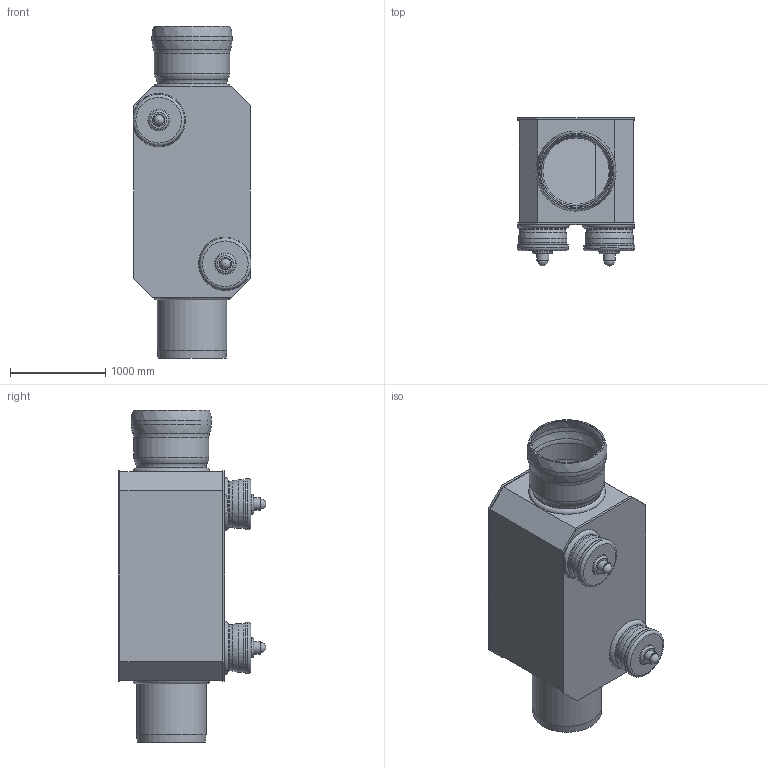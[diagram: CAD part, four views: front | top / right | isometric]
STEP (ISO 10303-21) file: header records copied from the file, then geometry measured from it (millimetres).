
FILE_DESCRIPTION(/* description */ (''),/* implementation_level */ '2;1');
FILE_NAME(/* name */ '04374.070X_3D.stp',/* time_stamp */ '2024-12-11T13:30:26+01:00',/* author */ ('CAD'),/* organization */ (''),/* preprocessor_version */ 'ST-DEVELOPER v20',/* originating_system */ 'AutoCAD Mechanical',/* authorisation */ '');
FILE_SCHEMA (('AUTOMOTIVE_DESIGN { 1 0 10303 214 3 1 1 }'));
Length unit declared in the file: centimetre
Products named in the file (1): Product
Bounding box: 1240 x 1555 x 3490.04 mm (x, y, z)
Volume: 410952177.7 mm3; surface area: 42560988 mm2
Topology: 17 solids, 17 shells, 199 faces, 427 edges, 280 vertices
Faces by surface type: plane 98, cylinder 44, torus 40, bspline 12, cone 3, sphere 2
Full cylindrical faces by diameter (mm): 70 x2, 110 x2, 130 x2, 180 x2, 210 x2, 240 x2, 420 x2, 440 x4, 450 x2, 480 x6, 510 x4, 540 x2, 698 x2, 700 x2, 730 x4, 760 x1, 792 x1, 810 x1, 842 x1
Entity records: 5901 total; most frequent: CARTESIAN_POINT 1300, DIRECTION 1039, ORIENTED_EDGE 850, AXIS2_PLACEMENT_3D 429, EDGE_CURVE 425, VERTEX_POINT 280, EDGE_LOOP 245, CIRCLE 241
